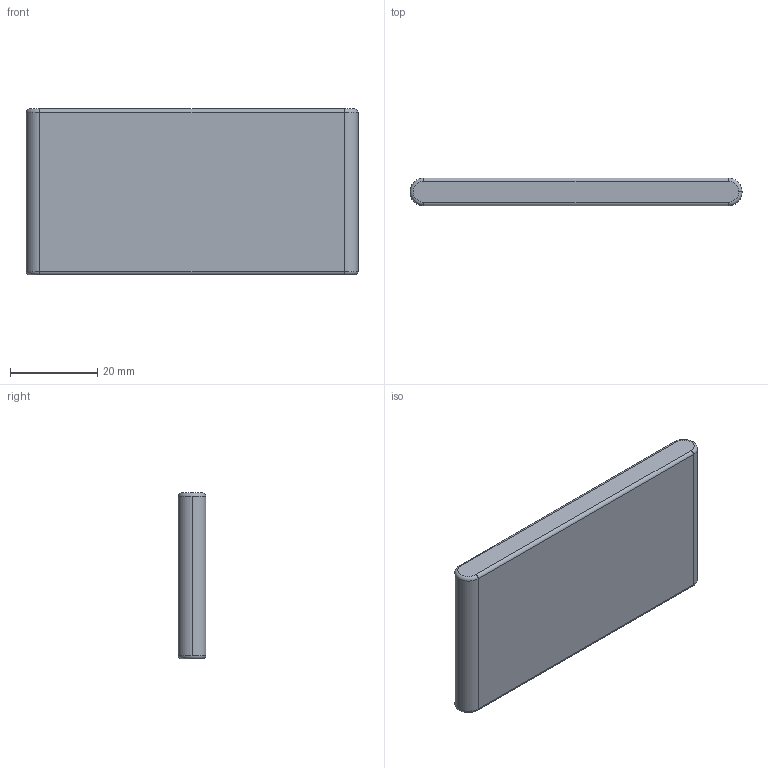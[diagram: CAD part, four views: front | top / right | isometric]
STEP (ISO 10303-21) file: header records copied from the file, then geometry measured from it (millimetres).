
FILE_DESCRIPTION (( 'STEP AP214' ), '1' );
FILE_NAME ('Busbar-McMaster 9397T17 STEP.STEP', '2018-12-24T04:33:58', ( '' ), ( '' ), 'SwSTEP 2.0', 'SolidWorks 2018', '' );
FILE_SCHEMA (( 'AUTOMOTIVE_DESIGN' ));
Length unit declared in the file: inch
Products named in the file (1): Busbar-McMaster 9397T17 STEP
Bounding box: 76.2 x 6.35 x 38.1 mm (x, y, z)
Volume: 18066.2 mm3; surface area: 6928.1 mm2
Topology: 1 solids, 1 shells, 17 faces, 37 edges, 22 vertices
Faces by surface type: cylinder 7, torus 6, plane 4
Entity records: 511 total; most frequent: DIRECTION 97, CARTESIAN_POINT 77, ORIENTED_EDGE 74, AXIS2_PLACEMENT_3D 42, EDGE_CURVE 37, CIRCLE 24, VERTEX_POINT 22, FACE_OUTER_BOUND 17
